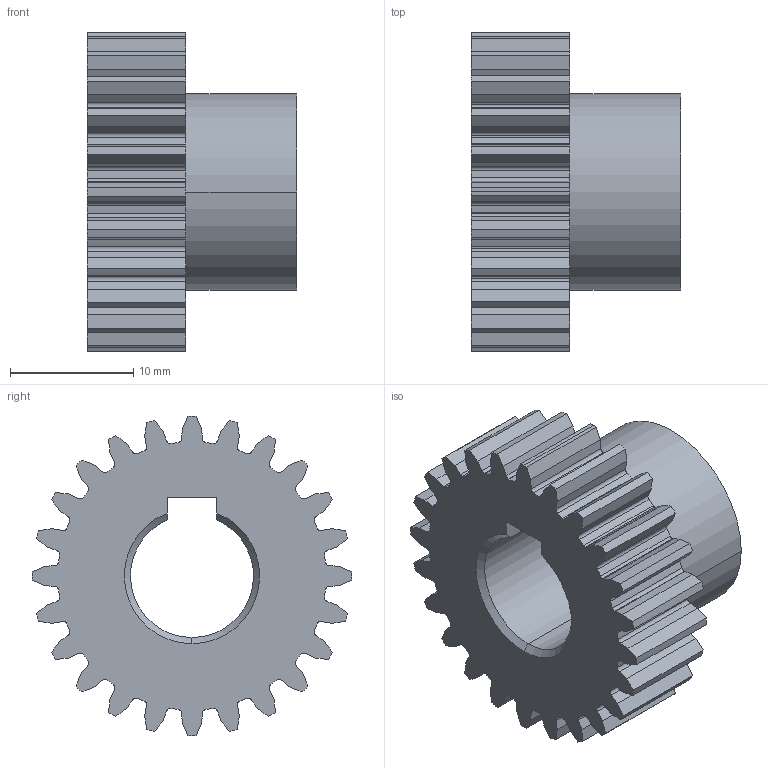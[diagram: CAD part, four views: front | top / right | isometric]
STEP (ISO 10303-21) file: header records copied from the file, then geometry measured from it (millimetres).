
FILE_DESCRIPTION(('CATIA V5 STEP Exchange'),'2;1');
FILE_NAME('PIGNON 24 DENTS.stp','2021-01-01T14:17:24+00:00',('none'),('none'),'CATIA Version 5 Release 20 GA (IN-10)','CATIA V5 STEP AP203','none');
FILE_SCHEMA(('CONFIG_CONTROL_DESIGN'));
Length unit declared in the file: millimetre
Products named in the file (1): PIGNON 24 DENTS
Bounding box: 17 x 26 x 26 mm (x, y, z)
Volume: 3916 mm3; surface area: 2910.9 mm2
Topology: 1 solids, 1 shells, 228 faces, 673 edges, 448 vertices
Faces by surface type: cylinder 122, plane 102, cone 4
Entity records: 7497 total; most frequent: CARTESIAN_POINT 1386, ORIENTED_EDGE 1346, DIRECTION 1116, EDGE_CURVE 673, AXIS2_PLACEMENT_3D 469, VERTEX_POINT 448, VECTOR 421, LINE 421
